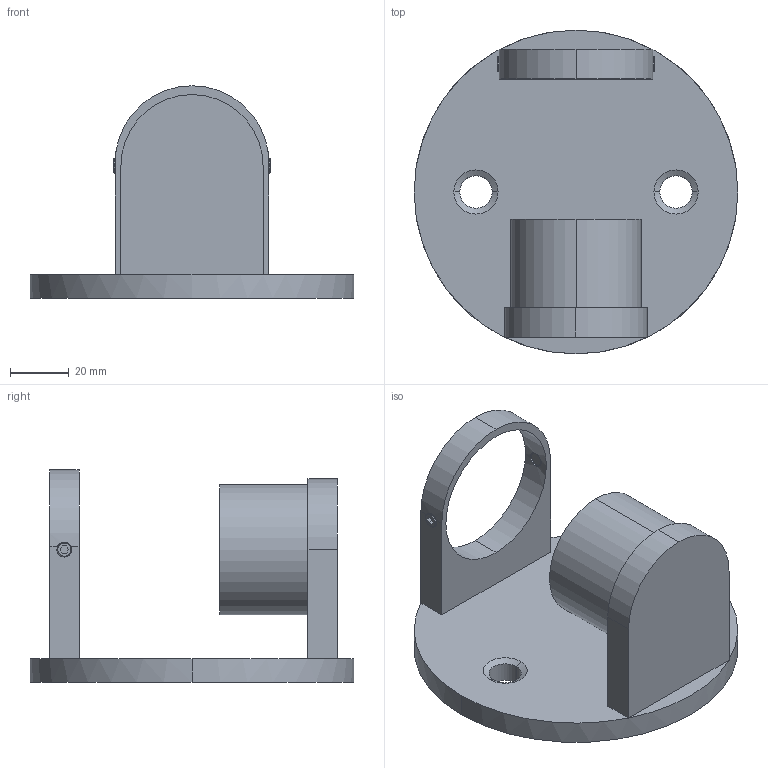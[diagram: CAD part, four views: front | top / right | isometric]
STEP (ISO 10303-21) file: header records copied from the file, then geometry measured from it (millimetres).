
FILE_DESCRIPTION (( 'STEP AP203' ), '1' );
FILE_NAME ('3D_GB3184_48,3_188743520.STEP', '2024-10-24T11:31:30', ( '' ), ( '' ), 'SwSTEP 2.0', 'SolidWorks 2023', '' );
FILE_SCHEMA (( 'CONFIG_CONTROL_DESIGN' ));
Length unit declared in the file: millimetre
Products named in the file (1): 3D_GB3184_48,3_188743520
Bounding box: 110 x 110 x 72.2 mm (x, y, z)
Volume: 121763.9 mm3; surface area: 41438.9 mm2
Topology: 2 solids, 2 shells, 68 faces, 160 edges, 100 vertices
Faces by surface type: plane 32, cylinder 24, cone 8, torus 4
Entity records: 2199 total; most frequent: CARTESIAN_POINT 505, DIRECTION 354, ORIENTED_EDGE 320, EDGE_CURVE 160, AXIS2_PLACEMENT_3D 133, VERTEX_POINT 100, VECTOR 88, LINE 88
